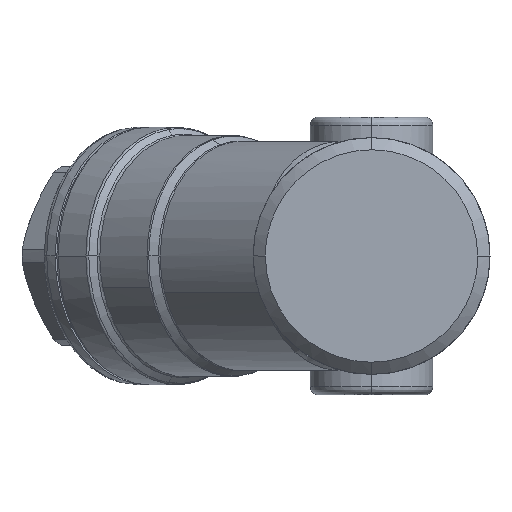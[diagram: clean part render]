
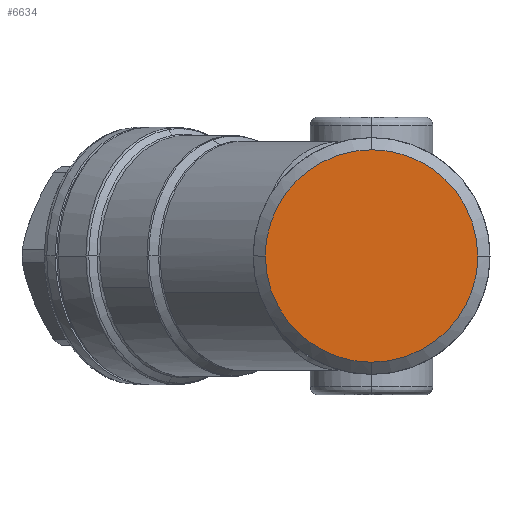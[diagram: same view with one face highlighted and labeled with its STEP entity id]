
A CAD part, left-side view. The second image highlights one B-rep face of the part: STEP entity #6634.
In plain terms, the highlighted planar face has unit normal (-1, 0, 0).
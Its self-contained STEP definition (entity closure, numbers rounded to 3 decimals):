
#5261=CARTESIAN_POINT('Vertex',(0.,0.,-13.)) ;
#5267=CARTESIAN_POINT('Vertex',(0.,-13.,0.)) ;
#5271=CARTESIAN_POINT('Control Point',(0.,0.,-13.)) ;
#5272=CARTESIAN_POINT('Control Point',(0.,-13.,-13.)) ;
#5273=CARTESIAN_POINT('Control Point',(0.,-13.,0.)) ;
#5292=CARTESIAN_POINT('Vertex',(0.,13.,0.)) ;
#5296=CARTESIAN_POINT('Control Point',(0.,13.,0.)) ;
#5297=CARTESIAN_POINT('Control Point',(0.,13.,-13.)) ;
#5298=CARTESIAN_POINT('Control Point',(0.,0.,-13.)) ;
#5317=CARTESIAN_POINT('Vertex',(0.,0.,13.)) ;
#5321=CARTESIAN_POINT('Control Point',(0.,0.,13.)) ;
#5322=CARTESIAN_POINT('Control Point',(0.,13.,13.)) ;
#5323=CARTESIAN_POINT('Control Point',(0.,13.,0.)) ;
#5340=CARTESIAN_POINT('Control Point',(0.,-13.,0.)) ;
#5341=CARTESIAN_POINT('Control Point',(0.,-13.,13.)) ;
#5342=CARTESIAN_POINT('Control Point',(0.,0.,13.)) ;
#6623=CARTESIAN_POINT('Axis2P3D Location',(0.,-26.,-26.)) ;
#6624=DIRECTION('Axis2P3D Direction',(-1.,0.,0.)) ;
#6625=DIRECTION('Axis2P3D XDirection',(0.,0.,1.)) ;
#6626=AXIS2_PLACEMENT_3D('Plane Axis2P3D',#6623,#6624,#6625) ;
#6629=ORIENTED_EDGE('',*,*,#5324,.T.) ;
#6630=ORIENTED_EDGE('',*,*,#5299,.T.) ;
#6631=ORIENTED_EDGE('',*,*,#5274,.T.) ;
#6632=ORIENTED_EDGE('',*,*,#5343,.T.) ;
#6634=ADVANCED_FACE('MANIFOLD_SOLID_BREP #8726',(#6633),#6627,.T.) ;
#5274=EDGE_CURVE('',#5262,#5268,#5270,.T.) ;
#5299=EDGE_CURVE('',#5293,#5262,#5295,.T.) ;
#5324=EDGE_CURVE('',#5318,#5293,#5320,.T.) ;
#5343=EDGE_CURVE('',#5268,#5318,#5339,.T.) ;
#6628=EDGE_LOOP('',(#6629,#6630,#6631,#6632)) ;
#6633=FACE_OUTER_BOUND('',#6628,.T.) ;
#6627=PLANE('',#6626) ;
#5262=VERTEX_POINT('',#5261) ;
#5268=VERTEX_POINT('',#5267) ;
#5293=VERTEX_POINT('',#5292) ;
#5318=VERTEX_POINT('',#5317) ;
#5270=(BOUNDED_CURVE()B_SPLINE_CURVE(2,(#5271,#5272,#5273),.UNSPECIFIED.,.F.,.U.)B_SPLINE_CURVE_WITH_KNOTS((3,3),(82.5,110.),.UNSPECIFIED.)CURVE()GEOMETRIC_REPRESENTATION_ITEM()RATIONAL_B_SPLINE_CURVE((1.,0.707,1.))REPRESENTATION_ITEM('')) ;
#5295=(BOUNDED_CURVE()B_SPLINE_CURVE(2,(#5296,#5297,#5298),.UNSPECIFIED.,.F.,.U.)B_SPLINE_CURVE_WITH_KNOTS((3,3),(55.,82.5),.UNSPECIFIED.)CURVE()GEOMETRIC_REPRESENTATION_ITEM()RATIONAL_B_SPLINE_CURVE((1.,0.707,1.))REPRESENTATION_ITEM('')) ;
#5320=(BOUNDED_CURVE()B_SPLINE_CURVE(2,(#5321,#5322,#5323),.UNSPECIFIED.,.F.,.U.)B_SPLINE_CURVE_WITH_KNOTS((3,3),(27.5,55.),.UNSPECIFIED.)CURVE()GEOMETRIC_REPRESENTATION_ITEM()RATIONAL_B_SPLINE_CURVE((1.,0.707,1.))REPRESENTATION_ITEM('')) ;
#5339=(BOUNDED_CURVE()B_SPLINE_CURVE(2,(#5340,#5341,#5342),.UNSPECIFIED.,.F.,.U.)B_SPLINE_CURVE_WITH_KNOTS((3,3),(0.,27.5),.UNSPECIFIED.)CURVE()GEOMETRIC_REPRESENTATION_ITEM()RATIONAL_B_SPLINE_CURVE((1.,0.707,1.))REPRESENTATION_ITEM('')) ;
